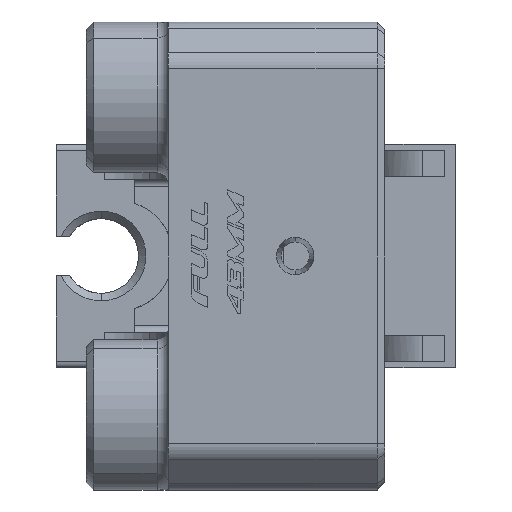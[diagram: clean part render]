
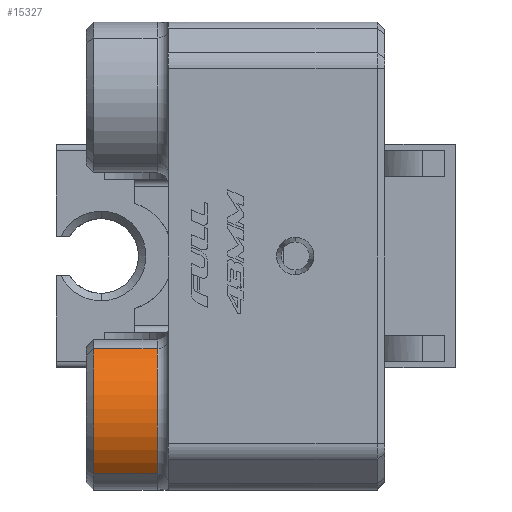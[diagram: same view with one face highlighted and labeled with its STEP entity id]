
A CAD part, left-side view. The second image highlights one B-rep face of the part: STEP entity #15327.
In plain terms, the highlighted cylindrical face has radius 11.109 mm (diameter 22.217 mm), a partial arc.
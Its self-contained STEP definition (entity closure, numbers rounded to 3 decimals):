
#432 = CARTESIAN_POINT ( 'NONE',  ( -12.643, 37., -29.206 ) ) ;
#919 = ORIENTED_EDGE ( 'NONE', *, *, #5028, .T. ) ;
#3660 = CYLINDRICAL_SURFACE ( 'NONE', #3675, 11.109 ) ;
#3675 = AXIS2_PLACEMENT_3D ( 'NONE', #6065, #15262, #9859 ) ;
#4439 = CARTESIAN_POINT ( 'NONE',  ( -12.643, 38., -29.206 ) ) ;
#5028 = EDGE_CURVE ( 'NONE', #34289, #17539, #16651, .T. ) ;
#6065 = CARTESIAN_POINT ( 'NONE',  ( -4.641, 38., -21.5 ) ) ;
#8867 = DIRECTION ( 'NONE',  ( 0., 1., 0. ) ) ;
#9859 = DIRECTION ( 'NONE',  ( 0., 0., -1. ) ) ;
#9957 = DIRECTION ( 'NONE',  ( 0., -1., 0. ) ) ;
#10097 = EDGE_CURVE ( 'NONE', #27905, #19310, #20038, .T. ) ;
#11688 = CARTESIAN_POINT ( 'NONE',  ( -4.641, 28.5, -21.5 ) ) ;
#13896 = VECTOR ( 'NONE', #26592, 1000. ) ;
#14375 = CARTESIAN_POINT ( 'NONE',  ( -11.073, 38., -12.443 ) ) ;
#15183 = EDGE_CURVE ( 'NONE', #19310, #34289, #33694, .T. ) ;
#15262 = DIRECTION ( 'NONE',  ( 0., -1., 0. ) ) ;
#15327 = ADVANCED_FACE ( 'NONE', ( #31065 ), #3660, .T. ) ;
#16490 = AXIS2_PLACEMENT_3D ( 'NONE', #37376, #9957, #22166 ) ;
#16651 = LINE ( 'NONE', #14375, #13896 ) ;
#16991 = ORIENTED_EDGE ( 'NONE', *, *, #10097, .T. ) ;
#17539 = VERTEX_POINT ( 'NONE', #35150 ) ;
#18997 = AXIS2_PLACEMENT_3D ( 'NONE', #11688, #8867, #29893 ) ;
#19310 = VERTEX_POINT ( 'NONE', #24661 ) ;
#20038 = LINE ( 'NONE', #4439, #37889 ) ;
#21163 = CARTESIAN_POINT ( 'NONE',  ( -11.073, 28.5, -12.443 ) ) ;
#22166 = DIRECTION ( 'NONE',  ( 0., 0., 1. ) ) ;
#22647 = DIRECTION ( 'NONE',  ( 0., -1., 0. ) ) ;
#24661 = CARTESIAN_POINT ( 'NONE',  ( -12.643, 28.5, -29.206 ) ) ;
#26592 = DIRECTION ( 'NONE',  ( 0., 1., 0. ) ) ;
#27181 = ORIENTED_EDGE ( 'NONE', *, *, #30751, .T. ) ;
#27905 = VERTEX_POINT ( 'NONE', #432 ) ;
#28525 = ORIENTED_EDGE ( 'NONE', *, *, #15183, .T. ) ;
#29893 = DIRECTION ( 'NONE',  ( 0., 0., 1. ) ) ;
#30540 = CIRCLE ( 'NONE', #16490, 11.109 ) ;
#30751 = EDGE_CURVE ( 'NONE', #17539, #27905, #30540, .T. ) ;
#31065 = FACE_OUTER_BOUND ( 'NONE', #33188, .T. ) ;
#33188 = EDGE_LOOP ( 'NONE', ( #919, #27181, #16991, #28525 ) ) ;
#33694 = CIRCLE ( 'NONE', #18997, 11.109 ) ;
#34289 = VERTEX_POINT ( 'NONE', #21163 ) ;
#35150 = CARTESIAN_POINT ( 'NONE',  ( -11.073, 37., -12.443 ) ) ;
#37376 = CARTESIAN_POINT ( 'NONE',  ( -4.641, 37., -21.5 ) ) ;
#37889 = VECTOR ( 'NONE', #22647, 1000. ) ;
